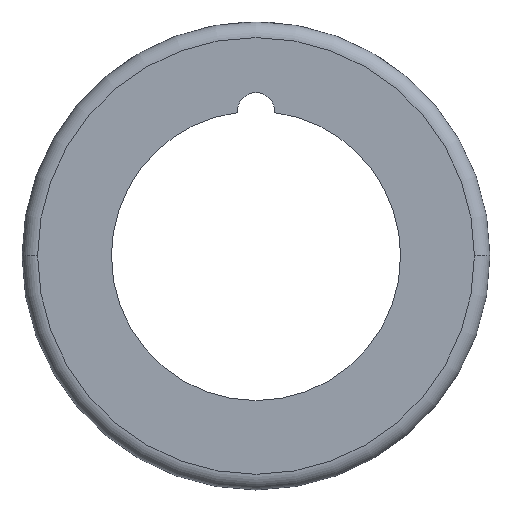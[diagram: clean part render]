
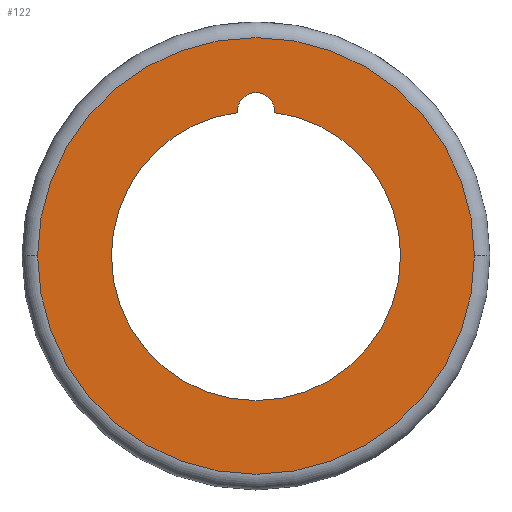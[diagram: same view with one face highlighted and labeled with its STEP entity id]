
A CAD part, top view. The second image highlights one B-rep face of the part: STEP entity #122.
In plain terms, the highlighted planar face has unit normal (0, 0, 1).
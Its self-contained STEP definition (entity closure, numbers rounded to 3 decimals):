
#6 = CARTESIAN_POINT ( 'NONE',  ( 0., 0., 19. ) ) ;
#12 = VERTEX_POINT ( 'NONE', #618 ) ;
#14 = CIRCLE ( 'NONE', #310, 6. ) ;
#27 = CARTESIAN_POINT ( 'NONE',  ( 5.987, 45.962, 19. ) ) ;
#31 = DIRECTION ( 'NONE',  ( 0., 0., -1. ) ) ;
#49 = DIRECTION ( 'NONE',  ( -1., 0., 0. ) ) ;
#63 = AXIS2_PLACEMENT_3D ( 'NONE', #6, #427, #657 ) ;
#76 = VERTEX_POINT ( 'NONE', #625 ) ;
#86 = ORIENTED_EDGE ( 'NONE', *, *, #608, .T. ) ;
#90 = CARTESIAN_POINT ( 'NONE',  ( 0., 0., 19. ) ) ;
#93 = DIRECTION ( 'NONE',  ( 0., 0., 1. ) ) ;
#95 = CARTESIAN_POINT ( 'NONE',  ( 0., 46.35, 19. ) ) ;
#99 = AXIS2_PLACEMENT_3D ( 'NONE', #659, #236, #655 ) ;
#103 = CARTESIAN_POINT ( 'NONE',  ( 6., 46.35, 19. ) ) ;
#111 = ORIENTED_EDGE ( 'NONE', *, *, #292, .T. ) ;
#114 = CIRCLE ( 'NONE', #99, 46.35 ) ;
#122 = ADVANCED_FACE ( 'NONE', ( #348, #431 ), #524, .T. ) ;
#123 = CIRCLE ( 'NONE', #715, 6. ) ;
#130 = CARTESIAN_POINT ( 'NONE',  ( 0., 0., 19. ) ) ;
#138 = ORIENTED_EDGE ( 'NONE', *, *, #328, .T. ) ;
#143 = CIRCLE ( 'NONE', #178, 46.35 ) ;
#147 = CARTESIAN_POINT ( 'NONE',  ( 0., 0., 19. ) ) ;
#148 = VERTEX_POINT ( 'NONE', #217 ) ;
#154 = DIRECTION ( 'NONE',  ( -1., 0., 0. ) ) ;
#157 = CARTESIAN_POINT ( 'NONE',  ( 0., 0., 19. ) ) ;
#160 = CARTESIAN_POINT ( 'NONE',  ( 0., 46.35, 19. ) ) ;
#164 = DIRECTION ( 'NONE',  ( 0., 0., -1. ) ) ;
#178 = AXIS2_PLACEMENT_3D ( 'NONE', #90, #31, #154 ) ;
#180 = AXIS2_PLACEMENT_3D ( 'NONE', #147, #401, #226 ) ;
#190 = EDGE_LOOP ( 'NONE', ( #199, #191 ) ) ;
#191 = ORIENTED_EDGE ( 'NONE', *, *, #452, .T. ) ;
#197 = VERTEX_POINT ( 'NONE', #642 ) ;
#199 = ORIENTED_EDGE ( 'NONE', *, *, #376, .T. ) ;
#214 = CARTESIAN_POINT ( 'NONE',  ( -5.987, 45.962, 19. ) ) ;
#217 = CARTESIAN_POINT ( 'NONE',  ( -70., 0., 19. ) ) ;
#222 = CIRCLE ( 'NONE', #225, 70. ) ;
#225 = AXIS2_PLACEMENT_3D ( 'NONE', #130, #371, #312 ) ;
#226 = DIRECTION ( 'NONE',  ( -1., 0., 0. ) ) ;
#236 = DIRECTION ( 'NONE',  ( 0., 0., -1. ) ) ;
#241 = CIRCLE ( 'NONE', #637, 6. ) ;
#248 = CARTESIAN_POINT ( 'NONE',  ( -46.35, 0., 19. ) ) ;
#253 = EDGE_CURVE ( 'NONE', #475, #762, #114, .T. ) ;
#292 = EDGE_CURVE ( 'NONE', #197, #475, #143, .T. ) ;
#310 = AXIS2_PLACEMENT_3D ( 'NONE', #95, #743, #454 ) ;
#312 = DIRECTION ( 'NONE',  ( 1., 0., 0. ) ) ;
#328 = EDGE_CURVE ( 'NONE', #76, #697, #123, .T. ) ;
#332 = EDGE_CURVE ( 'NONE', #697, #546, #241, .T. ) ;
#348 = FACE_BOUND ( 'NONE', #419, .T. ) ;
#371 = DIRECTION ( 'NONE',  ( 0., 0., 1. ) ) ;
#376 = EDGE_CURVE ( 'NONE', #12, #148, #714, .T. ) ;
#401 = DIRECTION ( 'NONE',  ( 0., 0., -1. ) ) ;
#412 = DIRECTION ( 'NONE',  ( -1., 0., 0. ) ) ;
#419 = EDGE_LOOP ( 'NONE', ( #710, #111, #501, #86, #138, #604 ) ) ;
#427 = DIRECTION ( 'NONE',  ( 0., 0., 1. ) ) ;
#431 = FACE_OUTER_BOUND ( 'NONE', #190, .T. ) ;
#452 = EDGE_CURVE ( 'NONE', #148, #12, #222, .T. ) ;
#454 = DIRECTION ( 'NONE',  ( -1., 0., 0. ) ) ;
#475 = VERTEX_POINT ( 'NONE', #248 ) ;
#501 = ORIENTED_EDGE ( 'NONE', *, *, #253, .T. ) ;
#521 = CIRCLE ( 'NONE', #180, 46.35 ) ;
#524 = PLANE ( 'NONE',  #665 ) ;
#527 = CARTESIAN_POINT ( 'NONE',  ( 0., 46.35, 19. ) ) ;
#546 = VERTEX_POINT ( 'NONE', #27 ) ;
#580 = DIRECTION ( 'NONE',  ( 1., 0., 0. ) ) ;
#604 = ORIENTED_EDGE ( 'NONE', *, *, #332, .T. ) ;
#608 = EDGE_CURVE ( 'NONE', #762, #76, #14, .T. ) ;
#618 = CARTESIAN_POINT ( 'NONE',  ( 70., 0., 19. ) ) ;
#625 = CARTESIAN_POINT ( 'NONE',  ( -6., 46.35, 19. ) ) ;
#637 = AXIS2_PLACEMENT_3D ( 'NONE', #527, #164, #412 ) ;
#642 = CARTESIAN_POINT ( 'NONE',  ( 46.35, 0., 19. ) ) ;
#645 = DIRECTION ( 'NONE',  ( 0., 0., -1. ) ) ;
#651 = EDGE_CURVE ( 'NONE', #546, #197, #521, .T. ) ;
#655 = DIRECTION ( 'NONE',  ( -1., 0., 0. ) ) ;
#657 = DIRECTION ( 'NONE',  ( 1., 0., 0. ) ) ;
#659 = CARTESIAN_POINT ( 'NONE',  ( 0., 0., 19. ) ) ;
#665 = AXIS2_PLACEMENT_3D ( 'NONE', #157, #93, #580 ) ;
#697 = VERTEX_POINT ( 'NONE', #103 ) ;
#710 = ORIENTED_EDGE ( 'NONE', *, *, #651, .T. ) ;
#714 = CIRCLE ( 'NONE', #63, 70. ) ;
#715 = AXIS2_PLACEMENT_3D ( 'NONE', #160, #645, #49 ) ;
#743 = DIRECTION ( 'NONE',  ( 0., 0., -1. ) ) ;
#762 = VERTEX_POINT ( 'NONE', #214 ) ;
